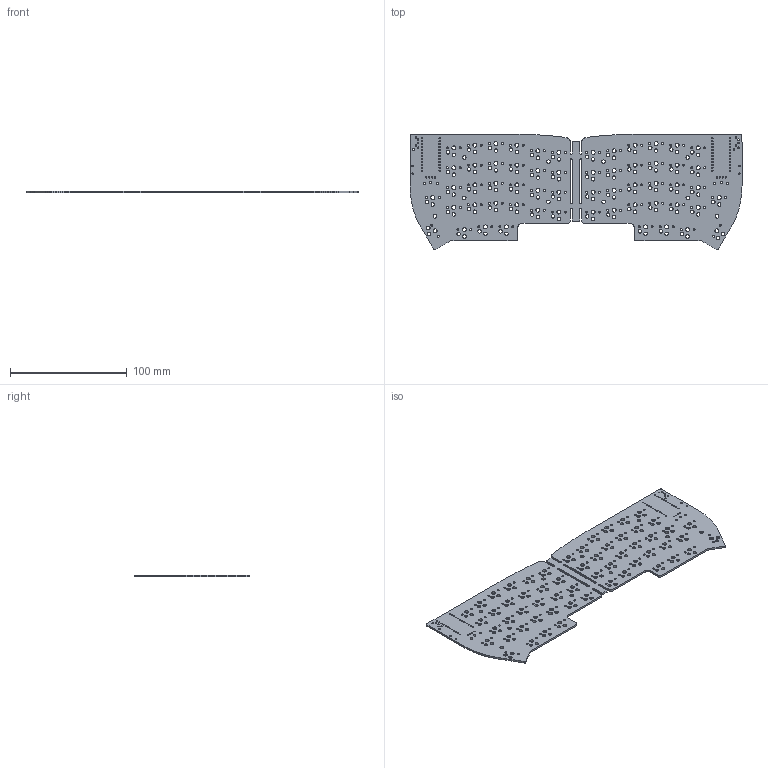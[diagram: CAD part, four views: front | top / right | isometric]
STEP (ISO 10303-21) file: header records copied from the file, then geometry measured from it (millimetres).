
FILE_DESCRIPTION(('KiCad electronic assembly'),'2;1');
FILE_NAME('Lily58.step','2024-03-04T21:59:44',('Pcbnew'),('Kicad'), 'Open CASCADE STEP processor 7.7','KiCad to STEP converter','Unknown' );
FILE_SCHEMA(('AUTOMOTIVE_DESIGN { 1 0 10303 214 1 1 1 1 }'));
Length unit declared in the file: millimetre
Products named in the file (2): Lily58 1; _autosave-Lily58_PCB
Assembly tree (1 placements, depth 2):
  Lily58 1
    _autosave-Lily58_PCB
Bounding box: 284.34 x 99.13 x 1.6 mm (x, y, z)
Volume: 35066.2 mm3; surface area: 49787.1 mm2
Topology: 1 solids, 1 shells, 538 faces, 1608 edges, 1072 vertices
Faces by surface type: cylinder 402, plane 136
Full cylindrical faces by diameter (mm): 1 x56, 1.2 x4, 1.3 x4, 1.7 x116, 2.1 x6, 3 x116, 3.1 x10, 3.4 x58
Entity records: 20073 total; most frequent: DIRECTION 3492, CARTESIAN_POINT 3220, ORIENTED_EDGE 3216, EDGE_CURVE 1608, AXIS2_PLACEMENT_3D 1344, FACE_BOUND 1298, EDGE_LOOP 1298, VERTEX_POINT 1072
